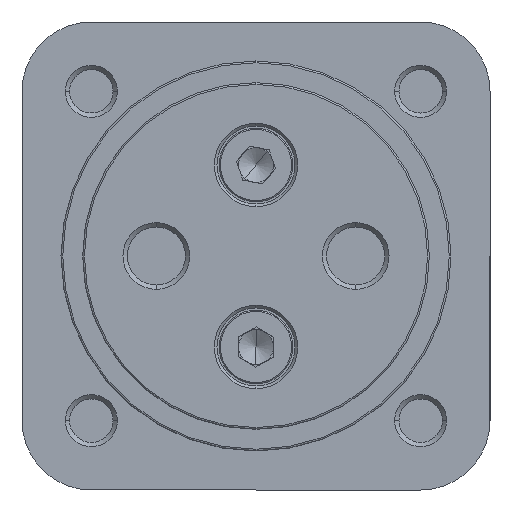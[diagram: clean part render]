
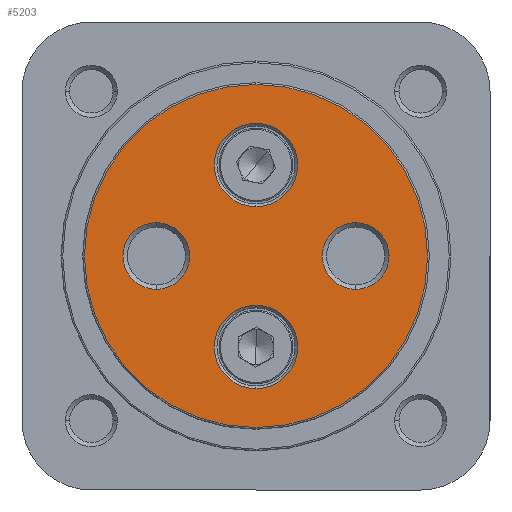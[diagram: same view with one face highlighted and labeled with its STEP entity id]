
A CAD part, left-side view. The second image highlights one B-rep face of the part: STEP entity #5203.
In plain terms, the highlighted planar face has unit normal (-1, 0, 0).
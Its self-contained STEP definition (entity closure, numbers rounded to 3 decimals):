
#71 = EDGE_CURVE ( 'NONE', #8491, #8455, #4525, .T. ) ;
#662 = FACE_BOUND ( 'NONE', #4354, .T. ) ;
#666 = FACE_OUTER_BOUND ( 'NONE', #4370, .T. ) ;
#672 = FACE_BOUND ( 'NONE', #4358, .T. ) ;
#674 = FACE_BOUND ( 'NONE', #4352, .T. ) ;
#676 = FACE_BOUND ( 'NONE', #4374, .T. ) ;
#857 = CIRCLE ( 'NONE', #5997, 4.8 ) ;
#863 = CIRCLE ( 'NONE', #5998, 4.8 ) ;
#905 = CIRCLE ( 'NONE', #6014, 3.85 ) ;
#911 = CIRCLE ( 'NONE', #6015, 3.85 ) ;
#975 = CIRCLE ( 'NONE', #6032, 3.85 ) ;
#981 = CIRCLE ( 'NONE', #6038, 3.85 ) ;
#982 = CIRCLE ( 'NONE', #6039, 4.8 ) ;
#986 = CIRCLE ( 'NONE', #6043, 19.8 ) ;
#987 = CIRCLE ( 'NONE', #6044, 4.8 ) ;
#1812 = CARTESIAN_POINT ( 'NONE',  ( 0., 0., 0. ) ) ;
#1821 = PLANE ( 'NONE',  #5958 ) ;
#1824 = DIRECTION ( 'NONE',  ( 1., 0., 0. ) ) ;
#1825 = DIRECTION ( 'NONE',  ( 0., 0., -1. ) ) ;
#2070 = CARTESIAN_POINT ( 'NONE',  ( 0., 0., 10.5 ) ) ;
#2071 = DIRECTION ( 'NONE',  ( 1., 0., 0. ) ) ;
#2072 = DIRECTION ( 'NONE',  ( 0., 0., -1. ) ) ;
#2080 = CARTESIAN_POINT ( 'NONE',  ( 0., 0., -10.5 ) ) ;
#2081 = DIRECTION ( 'NONE',  ( 1., 0., 0. ) ) ;
#2082 = DIRECTION ( 'NONE',  ( 0., 0., -1. ) ) ;
#2150 = CARTESIAN_POINT ( 'NONE',  ( 0., 11.5, 0. ) ) ;
#2151 = DIRECTION ( 'NONE',  ( 1., 0., 0. ) ) ;
#2152 = DIRECTION ( 'NONE',  ( 0., 0., -1. ) ) ;
#2160 = CARTESIAN_POINT ( 'NONE',  ( 0., -11.5, 0. ) ) ;
#2161 = DIRECTION ( 'NONE',  ( 1., 0., 0. ) ) ;
#2162 = DIRECTION ( 'NONE',  ( 0., 0., -1. ) ) ;
#2255 = CARTESIAN_POINT ( 'NONE',  ( 0., -11.5, 0. ) ) ;
#2262 = DIRECTION ( 'NONE',  ( 1., 0., 0. ) ) ;
#2263 = DIRECTION ( 'NONE',  ( 0., 0., -1. ) ) ;
#2273 = CARTESIAN_POINT ( 'NONE',  ( 0., 11.5, 0. ) ) ;
#2276 = CARTESIAN_POINT ( 'NONE',  ( 0., 0., 10.5 ) ) ;
#2280 = DIRECTION ( 'NONE',  ( 1., 0., 0. ) ) ;
#2281 = DIRECTION ( 'NONE',  ( 0., 0., -1. ) ) ;
#2282 = DIRECTION ( 'NONE',  ( 1., 0., 0. ) ) ;
#2283 = DIRECTION ( 'NONE',  ( 0., 0., -1. ) ) ;
#2288 = CARTESIAN_POINT ( 'NONE',  ( 0., 0., 0. ) ) ;
#2291 = CARTESIAN_POINT ( 'NONE',  ( 0., 0., -10.5 ) ) ;
#2295 = DIRECTION ( 'NONE',  ( -1., 0., 0. ) ) ;
#2296 = DIRECTION ( 'NONE',  ( 0., 0., -1. ) ) ;
#2298 = DIRECTION ( 'NONE',  ( 1., 0., 0. ) ) ;
#2299 = DIRECTION ( 'NONE',  ( 0., 0., -1. ) ) ;
#2605 = CARTESIAN_POINT ( 'NONE',  ( 0., 0., -5.7 ) ) ;
#3157 = CARTESIAN_POINT ( 'NONE',  ( 0., 0., -15.3 ) ) ;
#3174 = CARTESIAN_POINT ( 'NONE',  ( 0., 0., -19.8 ) ) ;
#3184 = CARTESIAN_POINT ( 'NONE',  ( 0., 0., 5.7 ) ) ;
#3203 = CARTESIAN_POINT ( 'NONE',  ( 0., -11.5, 3.85 ) ) ;
#3209 = CARTESIAN_POINT ( 'NONE',  ( 0., -11.5, -3.85 ) ) ;
#3217 = CARTESIAN_POINT ( 'NONE',  ( 0., 0., 19.8 ) ) ;
#3257 = CARTESIAN_POINT ( 'NONE',  ( 0., 0., 15.3 ) ) ;
#3270 = CARTESIAN_POINT ( 'NONE',  ( 0., 11.5, -3.85 ) ) ;
#3302 = CARTESIAN_POINT ( 'NONE',  ( 0., 11.5, 3.85 ) ) ;
#4352 = EDGE_LOOP ( 'NONE', ( #7807, #7868 ) ) ;
#4354 = EDGE_LOOP ( 'NONE', ( #7813, #7795 ) ) ;
#4358 = EDGE_LOOP ( 'NONE', ( #7708, #7951 ) ) ;
#4370 = EDGE_LOOP ( 'NONE', ( #7939, #7723 ) ) ;
#4374 = EDGE_LOOP ( 'NONE', ( #7727, #7924 ) ) ;
#4525 = CIRCLE ( 'NONE', #5549, 19.8 ) ;
#5203 = ADVANCED_FACE ( 'NONE', ( #666, #672, #674, #676, #662 ), #1821, .F. ) ;
#5322 = EDGE_CURVE ( 'NONE', #8533, #8458, #857, .T. ) ;
#5326 = EDGE_CURVE ( 'NONE', #6197, #8411, #863, .T. ) ;
#5354 = EDGE_CURVE ( 'NONE', #8578, #8546, #905, .T. ) ;
#5358 = EDGE_CURVE ( 'NONE', #8477, #8483, #911, .T. ) ;
#5400 = EDGE_CURVE ( 'NONE', #8483, #8477, #975, .T. ) ;
#5406 = EDGE_CURVE ( 'NONE', #8546, #8578, #981, .T. ) ;
#5407 = EDGE_CURVE ( 'NONE', #8458, #8533, #982, .T. ) ;
#5411 = EDGE_CURVE ( 'NONE', #8455, #8491, #986, .T. ) ;
#5412 = EDGE_CURVE ( 'NONE', #8411, #6197, #987, .T. ) ;
#5549 = AXIS2_PLACEMENT_3D ( 'NONE', #6504, #6510, #6511 ) ;
#5958 = AXIS2_PLACEMENT_3D ( 'NONE', #1812, #1824, #1825 ) ;
#5997 = AXIS2_PLACEMENT_3D ( 'NONE', #2070, #2071, #2072 ) ;
#5998 = AXIS2_PLACEMENT_3D ( 'NONE', #2080, #2081, #2082 ) ;
#6014 = AXIS2_PLACEMENT_3D ( 'NONE', #2150, #2151, #2152 ) ;
#6015 = AXIS2_PLACEMENT_3D ( 'NONE', #2160, #2161, #2162 ) ;
#6032 = AXIS2_PLACEMENT_3D ( 'NONE', #2255, #2262, #2263 ) ;
#6038 = AXIS2_PLACEMENT_3D ( 'NONE', #2273, #2280, #2281 ) ;
#6039 = AXIS2_PLACEMENT_3D ( 'NONE', #2276, #2282, #2283 ) ;
#6043 = AXIS2_PLACEMENT_3D ( 'NONE', #2288, #2295, #2296 ) ;
#6044 = AXIS2_PLACEMENT_3D ( 'NONE', #2291, #2298, #2299 ) ;
#6197 = VERTEX_POINT ( 'NONE', #2605 ) ;
#6504 = CARTESIAN_POINT ( 'NONE',  ( 0., 0., 0. ) ) ;
#6510 = DIRECTION ( 'NONE',  ( -1., 0., 0. ) ) ;
#6511 = DIRECTION ( 'NONE',  ( 0., 0., -1. ) ) ;
#7708 = ORIENTED_EDGE ( 'NONE', *, *, #5326, .T. ) ;
#7723 = ORIENTED_EDGE ( 'NONE', *, *, #71, .T. ) ;
#7727 = ORIENTED_EDGE ( 'NONE', *, *, #5358, .T. ) ;
#7795 = ORIENTED_EDGE ( 'NONE', *, *, #5406, .T. ) ;
#7807 = ORIENTED_EDGE ( 'NONE', *, *, #5322, .T. ) ;
#7813 = ORIENTED_EDGE ( 'NONE', *, *, #5354, .T. ) ;
#7868 = ORIENTED_EDGE ( 'NONE', *, *, #5407, .T. ) ;
#7924 = ORIENTED_EDGE ( 'NONE', *, *, #5400, .T. ) ;
#7939 = ORIENTED_EDGE ( 'NONE', *, *, #5411, .T. ) ;
#7951 = ORIENTED_EDGE ( 'NONE', *, *, #5412, .T. ) ;
#8411 = VERTEX_POINT ( 'NONE', #3157 ) ;
#8455 = VERTEX_POINT ( 'NONE', #3174 ) ;
#8458 = VERTEX_POINT ( 'NONE', #3184 ) ;
#8477 = VERTEX_POINT ( 'NONE', #3203 ) ;
#8483 = VERTEX_POINT ( 'NONE', #3209 ) ;
#8491 = VERTEX_POINT ( 'NONE', #3217 ) ;
#8533 = VERTEX_POINT ( 'NONE', #3257 ) ;
#8546 = VERTEX_POINT ( 'NONE', #3270 ) ;
#8578 = VERTEX_POINT ( 'NONE', #3302 ) ;
